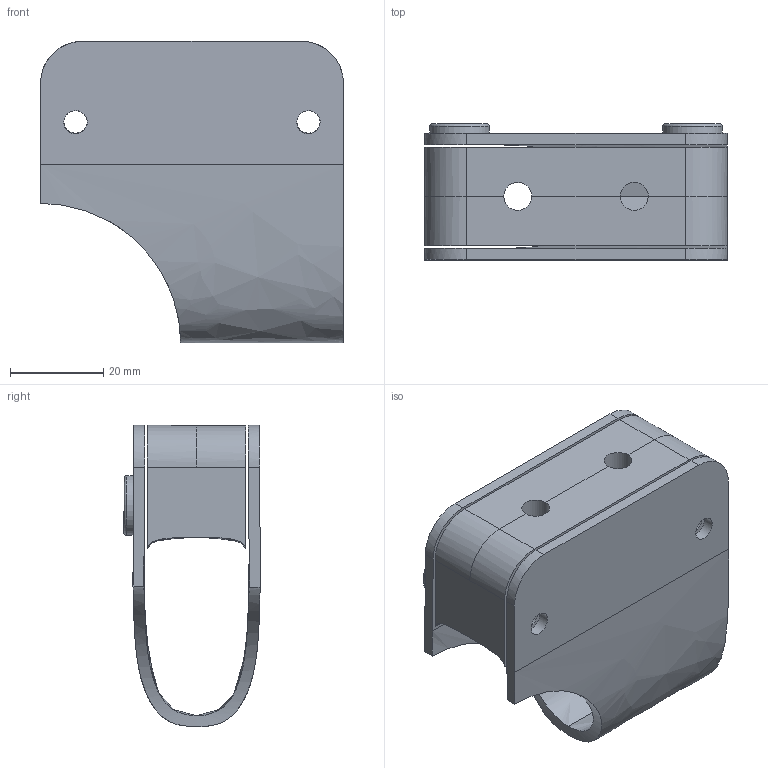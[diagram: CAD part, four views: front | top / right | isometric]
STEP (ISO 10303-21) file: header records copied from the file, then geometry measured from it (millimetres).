
FILE_DESCRIPTION(/* description */ (''),/* implementation_level */ '2;1');
FILE_NAME(/* name */ 'Bike - Slamp.step',/* time_stamp */ '2025-05-14T09:35:17-04:00',/* author */ (''),/* organization */ (''),/* preprocessor_version */ 'ST-DEVELOPER v20.1',/* originating_system */ 'Autodesk Translation Framework v14.4.0.0',/* authorisation */ '');
FILE_SCHEMA (('AUTOMOTIVE_DESIGN { 1 0 10303 214 3 1 1 }'));
Length unit declared in the file: millimetre
Products named in the file (1): Base
Bounding box: 65 x 29.25 x 64.7 mm (x, y, z)
Volume: 46842.9 mm3; surface area: 24661.7 mm2
Topology: 2 solids, 2 shells, 72 faces, 196 edges, 130 vertices
Faces by surface type: plane 45, cylinder 19, bspline 6, torus 2
Full cylindrical faces by diameter (mm): 5 x6, 6 x2, 12.8 x2
Entity records: 3032 total; most frequent: CARTESIAN_POINT 1205, ORIENTED_EDGE 392, DIRECTION 338, EDGE_CURVE 196, VERTEX_POINT 130, LINE 120, VECTOR 120, AXIS2_PLACEMENT_3D 109
